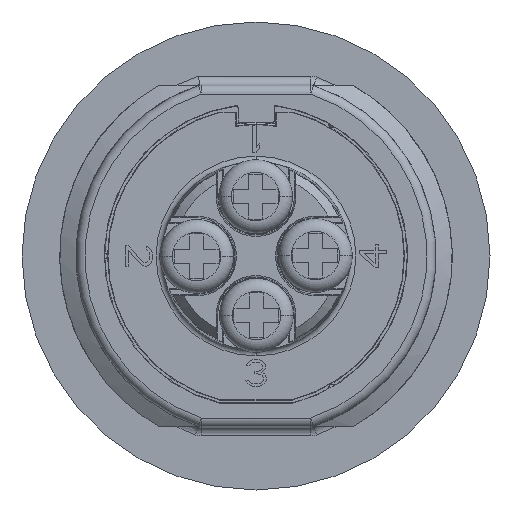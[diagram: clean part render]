
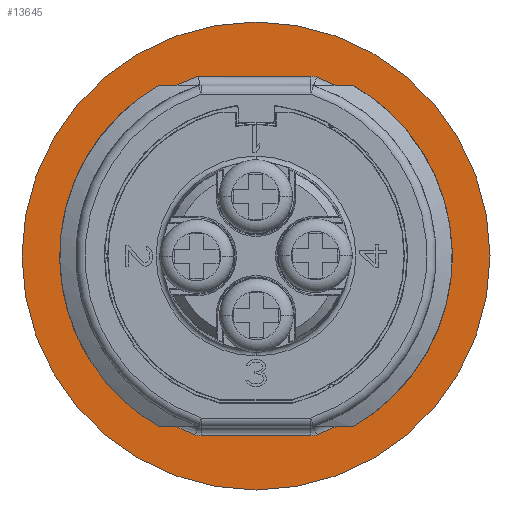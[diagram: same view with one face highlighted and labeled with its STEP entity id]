
A CAD part, front view. The second image highlights one B-rep face of the part: STEP entity #13645.
In plain terms, the highlighted face is planar.
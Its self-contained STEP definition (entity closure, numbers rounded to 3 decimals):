
#2478=CARTESIAN_POINT('',(0.,0.,0.));
#2479=DIRECTION('',(0.,0.,1.));
#2480=DIRECTION('',(0.,1.,0.));
#2481=AXIS2_PLACEMENT_3D('',#2478,#2479,#2480);
#2483=CARTESIAN_POINT('',(0.,0.,0.));
#2484=DIRECTION('',(0.,0.,-1.));
#2485=DIRECTION('',(0.,1.,0.));
#2486=AXIS2_PLACEMENT_3D('',#2483,#2484,#2485);
#2488=CARTESIAN_POINT('',(3.041,9.,0.));
#2489=DIRECTION('',(0.,0.,-1.));
#2490=DIRECTION('',(0.,1.,0.));
#2491=AXIS2_PLACEMENT_3D('',#2488,#2489,#2490);
#2493=DIRECTION('',(-1.,0.,0.));
#2494=VECTOR('',#2493,6.243);
#2495=CARTESIAN_POINT('',(3.041,10.,0.));
#2496=LINE('',#2495,#2494);
#2497=CARTESIAN_POINT('',(-3.041,-10.,0.));
#2498=CARTESIAN_POINT('',(-3.078,-10.,0.));
#2499=CARTESIAN_POINT('',(-3.15,-9.996,0.));
#2500=CARTESIAN_POINT('',(-3.257,-9.978,0.));
#2501=CARTESIAN_POINT('',(-3.327,-9.959,0.));
#2502=CARTESIAN_POINT('',(-3.363,-9.947,0.));
#2504=DIRECTION('',(1.,0.,0.));
#2505=VECTOR('',#2504,6.083);
#2506=CARTESIAN_POINT('',(-3.041,-10.,0.));
#2507=LINE('',#2506,#2505);
#2508=CARTESIAN_POINT('',(3.363,-9.947,0.));
#2509=CARTESIAN_POINT('',(3.326,-9.959,0.));
#2510=CARTESIAN_POINT('',(3.258,-9.978,0.));
#2511=CARTESIAN_POINT('',(3.15,-9.996,0.));
#2512=CARTESIAN_POINT('',(3.078,-10.,0.));
#2513=CARTESIAN_POINT('',(3.041,-10.,0.));
#3725=CARTESIAN_POINT('',(0.,0.,0.));
#3726=DIRECTION('',(0.,0.,-1.));
#3727=DIRECTION('',(0.32,0.947,0.));
#3728=AXIS2_PLACEMENT_3D('',#3725,#3726,#3727);
#3765=CARTESIAN_POINT('',(0.,0.,0.));
#3766=DIRECTION('',(0.,0.,-1.));
#3767=DIRECTION('',(-0.32,-0.947,0.));
#3768=AXIS2_PLACEMENT_3D('',#3765,#3766,#3767);
#3944=CARTESIAN_POINT('',(0.,13.,0.));
#3945=VERTEX_POINT('',#3944);
#3946=CARTESIAN_POINT('',(0.,-13.,0.));
#3947=VERTEX_POINT('',#3946);
#4060=CARTESIAN_POINT('',(3.041,10.,0.));
#4061=CARTESIAN_POINT('',(-3.202,10.,0.));
#4062=VERTEX_POINT('',#4060);
#4063=VERTEX_POINT('',#4061);
#4072=CARTESIAN_POINT('',(-3.041,-10.,0.));
#4073=CARTESIAN_POINT('',(3.041,-10.,0.));
#4074=VERTEX_POINT('',#4072);
#4075=VERTEX_POINT('',#4073);
#4084=VERTEX_POINT('',#2508);
#4085=VERTEX_POINT('',#2502);
#4086=CARTESIAN_POINT('',(3.362,9.947,0.));
#4087=VERTEX_POINT('',#4086);
#13619=CARTESIAN_POINT('',(0.,0.,0.));
#13620=DIRECTION('',(0.,0.,1.));
#13621=DIRECTION('',(0.,1.,0.));
#13622=AXIS2_PLACEMENT_3D('',#13619,#13620,#13621);
#13623=PLANE('',#13622);
#13625=ORIENTED_EDGE('',*,*,#13624,.F.);
#13627=ORIENTED_EDGE('',*,*,#13626,.T.);
#13628=EDGE_LOOP('',(#13625,#13627));
#13629=FACE_OUTER_BOUND('',#13628,.F.);
#13631=ORIENTED_EDGE('',*,*,#13630,.F.);
#13633=ORIENTED_EDGE('',*,*,#13632,.F.);
#13635=ORIENTED_EDGE('',*,*,#13634,.T.);
#13637=ORIENTED_EDGE('',*,*,#13636,.F.);
#13639=ORIENTED_EDGE('',*,*,#13638,.F.);
#13641=ORIENTED_EDGE('',*,*,#13640,.T.);
#13642=ORIENTED_EDGE('',*,*,#13609,.F.);
#13643=EDGE_LOOP('',(#13631,#13633,#13635,#13637,#13639,#13641,#13642));
#13644=FACE_BOUND('',#13643,.F.);
#13645=ADVANCED_FACE('',(#13629,#13644),#13623,.T.);
#2482=CIRCLE('',#2481,13.);
#2487=CIRCLE('',#2486,13.);
#2492=CIRCLE('',#2491,1.);
#2503=B_SPLINE_CURVE_WITH_KNOTS('',3,(#2497,#2498,#2499,#2500,#2501,#2502),
.UNSPECIFIED.,.F.,.F.,(4,1,1,4),(0.,0.333,0.667,1.),
.UNSPECIFIED.);
#2514=B_SPLINE_CURVE_WITH_KNOTS('',3,(#2508,#2509,#2510,#2511,#2512,#2513),
.UNSPECIFIED.,.F.,.F.,(4,1,1,4),(0.,0.333,0.667,1.),
.UNSPECIFIED.);
#3729=CIRCLE('',#3728,10.5);
#3769=CIRCLE('',#3768,10.5);
#13609=EDGE_CURVE('',#4084,#4075,#2514,.T.);
#13624=EDGE_CURVE('',#3945,#3947,#2482,.T.);
#13626=EDGE_CURVE('',#3945,#3947,#2487,.T.);
#13630=EDGE_CURVE('',#4087,#4084,#3729,.T.);
#13632=EDGE_CURVE('',#4062,#4087,#2492,.T.);
#13634=EDGE_CURVE('',#4062,#4063,#2496,.T.);
#13636=EDGE_CURVE('',#4085,#4063,#3769,.T.);
#13638=EDGE_CURVE('',#4074,#4085,#2503,.T.);
#13640=EDGE_CURVE('',#4074,#4075,#2507,.T.);
